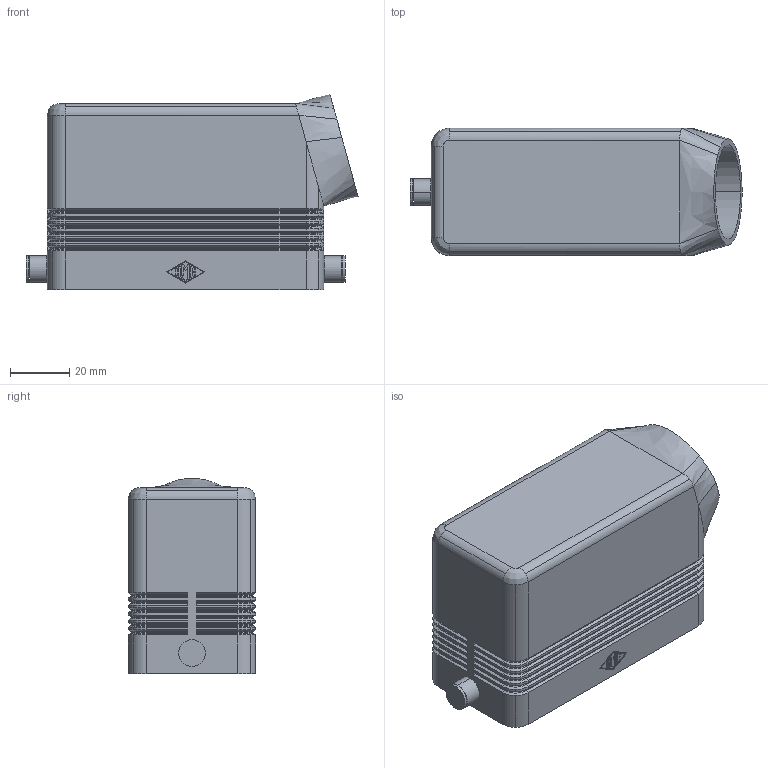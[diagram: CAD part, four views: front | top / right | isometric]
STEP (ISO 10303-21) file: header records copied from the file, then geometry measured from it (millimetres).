
FILE_DESCRIPTION((''),'2;1');
FILE_NAME('MMO 06 L32.stp','2007-01-03T10:24:16',('gembarski'),(''),'Autodesk Inventor 7','Autodesk Inventor 7','');
FILE_SCHEMA(('AUTOMOTIVE_DESIGN { 1 0 10303 214 1 1 1 1 }'));
Length unit declared in the file: millimetre
Products named in the file (1): MMO 06 L32
Bounding box: 112.31 x 43 x 66.12 mm (x, y, z)
Volume: 71242.5 mm3; surface area: 42699.9 mm2
Topology: 1 solids, 1 shells, 628 faces, 1514 edges, 904 vertices
Faces by surface type: cylinder 260, bspline 200, plane 144, cone 24
Entity records: 21201 total; most frequent: CARTESIAN_POINT 6865, ORIENTED_EDGE 3012, DIRECTION 3008, EDGE_CURVE 1506, AXIS2_PLACEMENT_3D 1081, VERTEX_POINT 904, VECTOR 846, LINE 846
